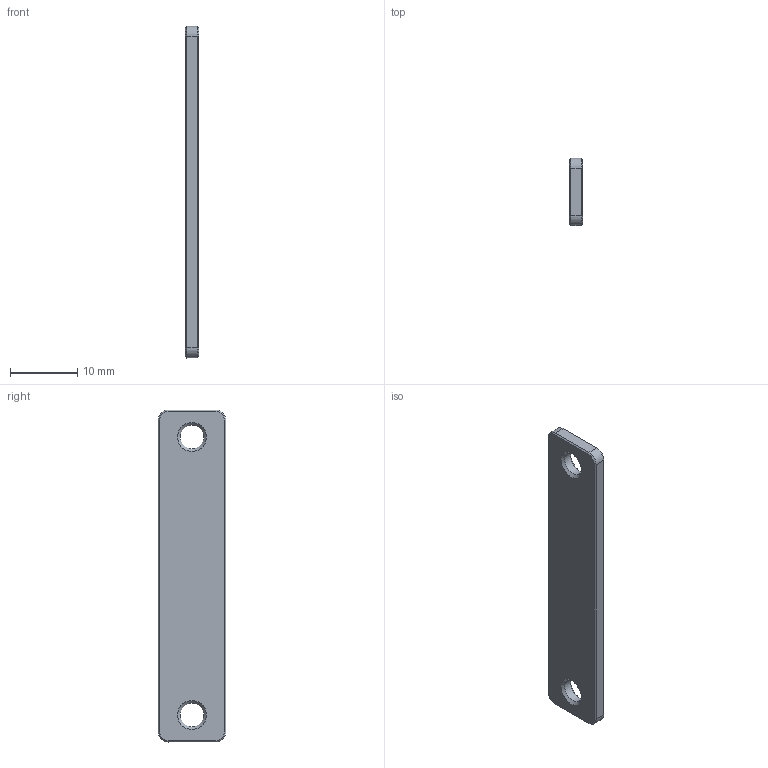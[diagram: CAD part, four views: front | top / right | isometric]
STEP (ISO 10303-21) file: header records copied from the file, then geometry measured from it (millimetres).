
FILE_DESCRIPTION(/* description */ (''),/* implementation_level */ '2;1');
FILE_NAME(/* name */ 'EXTRUDER_BASEPLATE_V01.step',/* time_stamp */ '2023-01-16T22:40:34+01:00',/* author */ (''),/* organization */ (''),/* preprocessor_version */ 'ST-DEVELOPER v19.2',/* originating_system */ 'Autodesk Translation Framework v11.17.0.187',/* authorisation */ '');
FILE_SCHEMA (('AUTOMOTIVE_DESIGN { 1 0 10303 214 3 1 1 }'));
Length unit declared in the file: millimetre
Products named in the file (1): EXTRUDER_BASEPLATE_V01_PR
Bounding box: 2 x 10 x 49.25 mm (x, y, z)
Volume: 934.2 mm3; surface area: 1181.7 mm2
Topology: 1 solids, 1 shells, 32 faces, 74 edges, 44 vertices
Faces by surface type: plane 14, cone 12, cylinder 6
Full cylindrical faces by diameter (mm): 3.5 x2
Entity records: 946 total; most frequent: DIRECTION 168, CARTESIAN_POINT 151, ORIENTED_EDGE 148, EDGE_CURVE 74, AXIS2_PLACEMENT_3D 61, LINE 46, VECTOR 46, VERTEX_POINT 44
